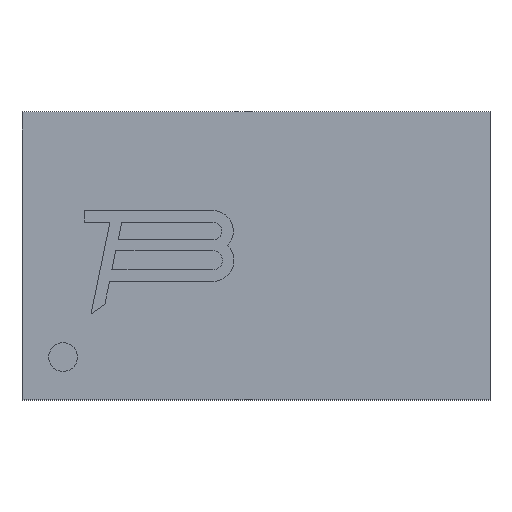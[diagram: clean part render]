
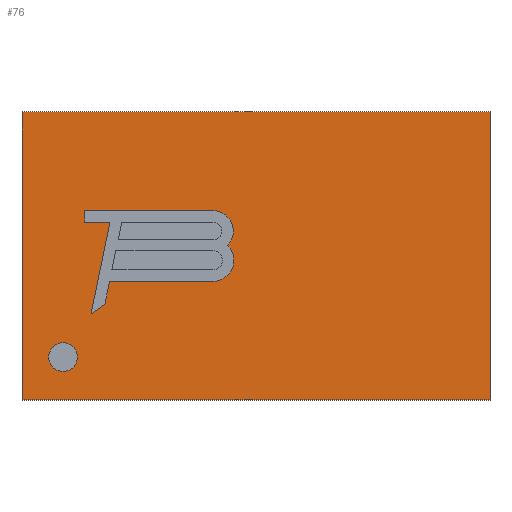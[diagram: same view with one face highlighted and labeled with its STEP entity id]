
A CAD part, top view. The second image highlights one B-rep face of the part: STEP entity #76.
In plain terms, the highlighted planar face has unit normal (0, 0, 1).
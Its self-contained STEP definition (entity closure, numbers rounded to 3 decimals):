
#76=ADVANCED_FACE('',(#477,#479,#481),#483,.T.);
#477=FACE_BOUND('',#478,.T.);
#478=EDGE_LOOP('',(#803,#804,#805,#806));
#479=FACE_BOUND('',#480,.T.);
#480=EDGE_LOOP('',(#807,#808,#809,#810,#811,#812,#813,#814,#815));
#481=FACE_BOUND('',#482,.T.);
#482=EDGE_LOOP('',(#816));
#483=PLANE('',#484);
#484=AXIS2_PLACEMENT_3D('',#485,#486,#487);
#485=CARTESIAN_POINT('',(0.,0.,1.));
#486=DIRECTION('',(0.,0.,1.));
#487=DIRECTION('',(1.,0.,0.));
#803=ORIENTED_EDGE('',*,*,#1017,.T.);
#804=ORIENTED_EDGE('',*,*,#1018,.T.);
#805=ORIENTED_EDGE('',*,*,#1019,.T.);
#806=ORIENTED_EDGE('',*,*,#1020,.T.);
#807=ORIENTED_EDGE('',*,*,#1021,.T.);
#808=ORIENTED_EDGE('',*,*,#1022,.T.);
#809=ORIENTED_EDGE('',*,*,#1023,.T.);
#810=ORIENTED_EDGE('',*,*,#1024,.T.);
#811=ORIENTED_EDGE('',*,*,#1025,.T.);
#812=ORIENTED_EDGE('',*,*,#1026,.T.);
#813=ORIENTED_EDGE('',*,*,#1027,.T.);
#814=ORIENTED_EDGE('',*,*,#1028,.T.);
#815=ORIENTED_EDGE('',*,*,#1029,.T.);
#816=ORIENTED_EDGE('',*,*,#1030,.T.);
#1017=EDGE_CURVE('',#1133,#1134,#1135,.T.);
#1018=EDGE_CURVE('',#1134,#1136,#1137,.T.);
#1019=EDGE_CURVE('',#1136,#1138,#1139,.T.);
#1020=EDGE_CURVE('',#1138,#1133,#1140,.T.);
#1021=EDGE_CURVE('',#1141,#1142,#1143,.F.);
#1022=EDGE_CURVE('',#1142,#1144,#1145,.F.);
#1023=EDGE_CURVE('',#1144,#1146,#1147,.F.);
#1024=EDGE_CURVE('',#1146,#1148,#1149,.F.);
#1025=EDGE_CURVE('',#1148,#1150,#1151,.F.);
#1026=EDGE_CURVE('',#1150,#1152,#1153,.F.);
#1027=EDGE_CURVE('',#1152,#1154,#1155,.F.);
#1028=EDGE_CURVE('',#1154,#1156,#1157,.F.);
#1029=EDGE_CURVE('',#1156,#1141,#1158,.F.);
#1030=EDGE_CURVE('',#1159,#1159,#1160,.F.);
#1133=VERTEX_POINT('',#1333);
#1134=VERTEX_POINT('',#1334);
#1135=LINE('',#1335,#1336);
#1136=VERTEX_POINT('',#1338);
#1137=LINE('',#1339,#1340);
#1138=VERTEX_POINT('',#1342);
#1139=LINE('',#1343,#1344);
#1140=LINE('',#1346,#1347);
#1141=VERTEX_POINT('',#1349);
#1142=VERTEX_POINT('',#1350);
#1143=CIRCLE('',#1351,0.286);
#1144=VERTEX_POINT('',#1355);
#1145=CIRCLE('',#1356,0.294);
#1146=VERTEX_POINT('',#1360);
#1147=LINE('',#1361,#1362);
#1148=VERTEX_POINT('',#1364);
#1149=LINE('',#1365,#1366);
#1150=VERTEX_POINT('',#1368);
#1151=LINE('',#1369,#1370);
#1152=VERTEX_POINT('',#1372);
#1153=LINE('',#1373,#1374);
#1154=VERTEX_POINT('',#1376);
#1155=LINE('',#1377,#1378);
#1156=VERTEX_POINT('',#1380);
#1157=LINE('',#1381,#1382);
#1158=LINE('',#1384,#1385);
#1159=VERTEX_POINT('',#1387);
#1160=CIRCLE('',#1388,0.2);
#1333=CARTESIAN_POINT('',(3.25,-2.,1.));
#1334=CARTESIAN_POINT('',(3.25,2.,1.));
#1335=CARTESIAN_POINT('',(3.25,-2.,1.));
#1336=VECTOR('',#1337,1.);
#1337=DIRECTION('',(0.,1.,0.));
#1338=CARTESIAN_POINT('',(-3.25,2.,1.));
#1339=CARTESIAN_POINT('',(3.25,2.,1.));
#1340=VECTOR('',#1341,1.);
#1341=DIRECTION('',(-1.,0.,0.));
#1342=CARTESIAN_POINT('',(-3.25,-2.,1.));
#1343=CARTESIAN_POINT('',(-3.25,2.,1.));
#1344=VECTOR('',#1345,1.);
#1345=DIRECTION('',(0.,-1.,0.));
#1346=CARTESIAN_POINT('',(-3.25,-2.,1.));
#1347=VECTOR('',#1348,1.);
#1348=DIRECTION('',(1.,0.,0.));
#1349=CARTESIAN_POINT('',(-0.601,0.63,1.));
#1350=CARTESIAN_POINT('',(-0.393,0.147,1.));
#1351=AXIS2_PLACEMENT_3D('',#1352,#1353,#1354);
#1352=CARTESIAN_POINT('',(-0.601,0.344,1.));
#1353=DIRECTION('',(-0.,0.,1.));
#1354=DIRECTION('',(0.726,-0.688,0.));
#1355=CARTESIAN_POINT('',(-0.601,-0.355,1.));
#1356=AXIS2_PLACEMENT_3D('',#1357,#1358,#1359);
#1357=CARTESIAN_POINT('',(-0.601,-0.061,1.));
#1358=DIRECTION('',(-0.,0.,1.));
#1359=DIRECTION('',(0.,-1.,0.));
#1360=CARTESIAN_POINT('',(-2.035,-0.355,1.));
#1361=CARTESIAN_POINT('',(-2.035,-0.355,1.));
#1362=VECTOR('',#1363,1.);
#1363=DIRECTION('',(1.,0.,0.));
#1364=CARTESIAN_POINT('',(-2.1,-0.672,1.));
#1365=CARTESIAN_POINT('',(-2.1,-0.672,1.));
#1366=VECTOR('',#1367,1.);
#1367=DIRECTION('',(0.201,0.98,0.));
#1368=CARTESIAN_POINT('',(-2.291,-0.805,1.));
#1369=CARTESIAN_POINT('',(-2.291,-0.805,1.));
#1370=VECTOR('',#1371,1.);
#1371=DIRECTION('',(0.819,0.574,0.));
#1372=CARTESIAN_POINT('',(-2.029,0.47,1.));
#1373=CARTESIAN_POINT('',(-2.029,0.47,1.));
#1374=VECTOR('',#1375,1.);
#1375=DIRECTION('',(-0.201,-0.98,0.));
#1376=CARTESIAN_POINT('',(-2.381,0.47,1.));
#1377=CARTESIAN_POINT('',(-2.381,0.47,1.));
#1378=VECTOR('',#1379,1.);
#1379=DIRECTION('',(1.,0.,0.));
#1380=CARTESIAN_POINT('',(-2.381,0.63,1.));
#1381=CARTESIAN_POINT('',(-2.381,0.63,1.));
#1382=VECTOR('',#1383,1.);
#1383=DIRECTION('',(0.,-1.,0.));
#1384=CARTESIAN_POINT('',(-0.601,0.63,1.));
#1385=VECTOR('',#1386,1.);
#1386=DIRECTION('',(-1.,0.,0.));
#1387=CARTESIAN_POINT('',(-2.48,-1.405,1.));
#1388=AXIS2_PLACEMENT_3D('',#1389,#1390,#1391);
#1389=CARTESIAN_POINT('',(-2.68,-1.405,1.));
#1390=DIRECTION('',(0.,0.,1.));
#1391=DIRECTION('',(1.,0.,0.));
